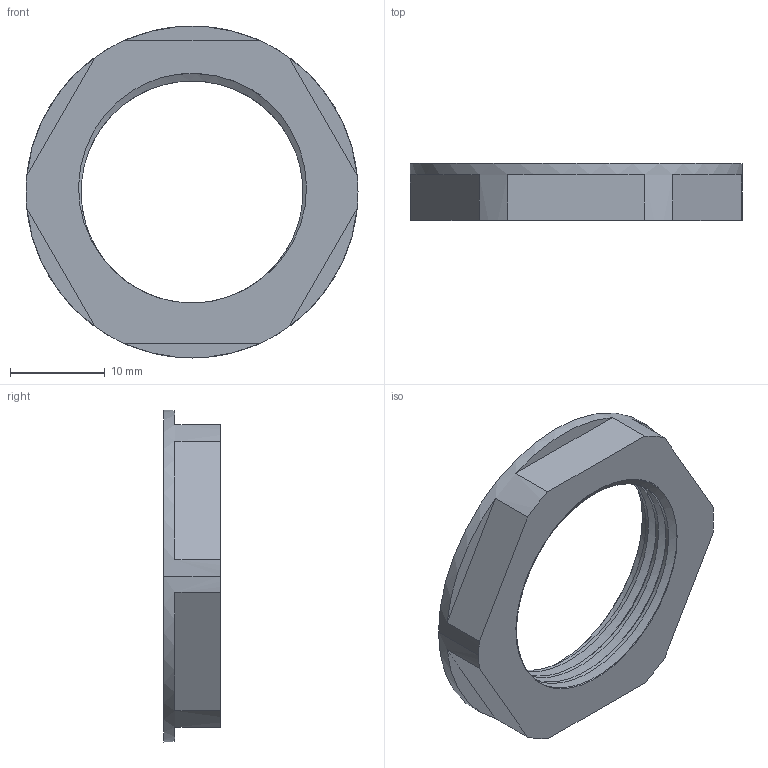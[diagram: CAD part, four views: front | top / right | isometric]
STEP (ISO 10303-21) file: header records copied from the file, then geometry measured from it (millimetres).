
FILE_DESCRIPTION (( 'STEP AP203' ), '1' );
FILE_NAME ('M25 x 1,5 Somun.STEP', '2020-06-03T13:48:55', ( '' ), ( '' ), 'SwSTEP 2.0', 'SolidWorks 2011', '' );
FILE_SCHEMA (( 'CONFIG_CONTROL_DESIGN' ));
Length unit declared in the file: millimetre
Products named in the file (1): M25 x 1,5 Somun
Bounding box: 35 x 6 x 35 mm (x, y, z)
Volume: 2547.9 mm3; surface area: 2311.2 mm2
Topology: 1 solids, 1 shells, 33 faces, 86 edges, 56 vertices
Faces by surface type: plane 15, cylinder 12, bspline 6
Entity records: 1816 total; most frequent: CARTESIAN_POINT 991, ORIENTED_EDGE 172, DIRECTION 138, EDGE_CURVE 86, VERTEX_POINT 56, AXIS2_PLACEMENT_3D 51, LINE 36, EDGE_LOOP 36
